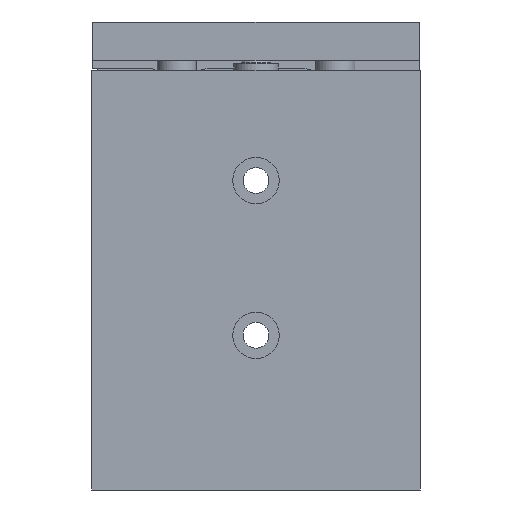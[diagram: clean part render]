
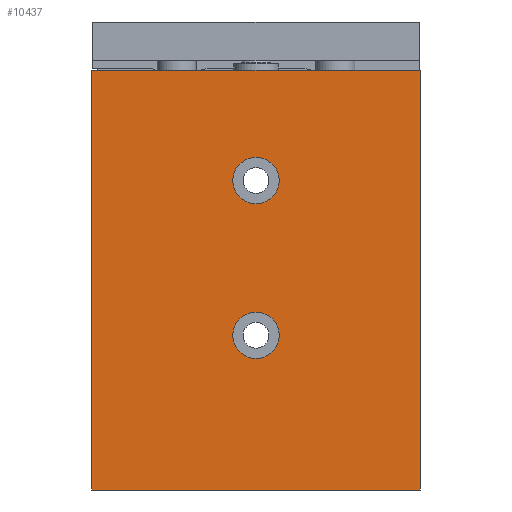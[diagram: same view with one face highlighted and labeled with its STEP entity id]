
A CAD part, front view. The second image highlights one B-rep face of the part: STEP entity #10437.
In plain terms, the highlighted planar face has unit normal (0, -1, 0).
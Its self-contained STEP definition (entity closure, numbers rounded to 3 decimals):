
#89=LINE('',#15233,#773);
#145=LINE('',#15363,#829);
#176=LINE('',#15466,#860);
#177=LINE('',#15472,#861);
#773=VECTOR('',#12216,1000.);
#829=VECTOR('',#12308,1000.);
#860=VECTOR('',#12395,1000.);
#861=VECTOR('',#12402,1000.);
#1451=PLANE('',#11063);
#1876=ORIENTED_EDGE('',*,*,#4399,.F.);
#1877=ORIENTED_EDGE('',*,*,#4400,.F.);
#1878=ORIENTED_EDGE('',*,*,#4279,.F.);
#1879=ORIENTED_EDGE('',*,*,#4398,.F.);
#1880=ORIENTED_EDGE('',*,*,#4345,.T.);
#1881=ORIENTED_EDGE('',*,*,#4401,.T.);
#4279=EDGE_CURVE('',#5554,#5555,#89,.T.);
#4345=EDGE_CURVE('',#5611,#5610,#145,.T.);
#4398=EDGE_CURVE('',#5611,#5554,#176,.T.);
#4399=EDGE_CURVE('',#5655,#5655,#6478,.T.);
#4400=EDGE_CURVE('',#5656,#5656,#6479,.T.);
#4401=EDGE_CURVE('',#5610,#5555,#177,.T.);
#5554=VERTEX_POINT('',#15232);
#5555=VERTEX_POINT('',#15234);
#5610=VERTEX_POINT('',#15362);
#5611=VERTEX_POINT('',#15364);
#5655=VERTEX_POINT('',#15469);
#5656=VERTEX_POINT('',#15471);
#6478=CIRCLE('',#11064,6.);
#6479=CIRCLE('',#11065,6.);
#7038=EDGE_LOOP('',(#1876));
#7039=EDGE_LOOP('',(#1877));
#7040=EDGE_LOOP('',(#1878,#1879,#1880,#1881));
#7812=FACE_BOUND('',#7038,.T.);
#7813=FACE_BOUND('',#7039,.T.);
#7814=FACE_BOUND('',#7040,.T.);
#10437=ADVANCED_FACE('',(#7812,#7813,#7814),#1451,.T.);
#11063=AXIS2_PLACEMENT_3D('',#15467,#12396,#12397);
#11064=AXIS2_PLACEMENT_3D('',#15468,#12398,#12399);
#11065=AXIS2_PLACEMENT_3D('',#15470,#12400,#12401);
#12216=DIRECTION('',(1.,0.,0.));
#12308=DIRECTION('',(1.,0.,0.));
#12395=DIRECTION('',(0.,0.,1.));
#12396=DIRECTION('',(0.,-1.,0.));
#12397=DIRECTION('',(0.,0.,-1.));
#12398=DIRECTION('',(0.,-1.,0.));
#12399=DIRECTION('',(0.,0.,-1.));
#12400=DIRECTION('',(0.,-1.,0.));
#12401=DIRECTION('',(0.,0.,-1.));
#12402=DIRECTION('',(0.,0.,1.));
#15232=CARTESIAN_POINT('',(-42.5,0.,0.));
#15233=CARTESIAN_POINT('',(-42.5,0.,0.));
#15234=CARTESIAN_POINT('',(42.5,0.,0.));
#15362=CARTESIAN_POINT('',(42.5,0.,-108.5));
#15363=CARTESIAN_POINT('',(-42.5,0.,-108.5));
#15364=CARTESIAN_POINT('',(-42.5,0.,-108.5));
#15466=CARTESIAN_POINT('',(-42.5,0.,-108.5));
#15467=CARTESIAN_POINT('',(-42.5,0.,-108.5));
#15468=CARTESIAN_POINT('',(0.,0.,-68.5));
#15469=CARTESIAN_POINT('',(0.,0.,-74.5));
#15470=CARTESIAN_POINT('',(0.,0.,-28.5));
#15471=CARTESIAN_POINT('',(0.,0.,-34.5));
#15472=CARTESIAN_POINT('',(42.5,0.,-108.5));
